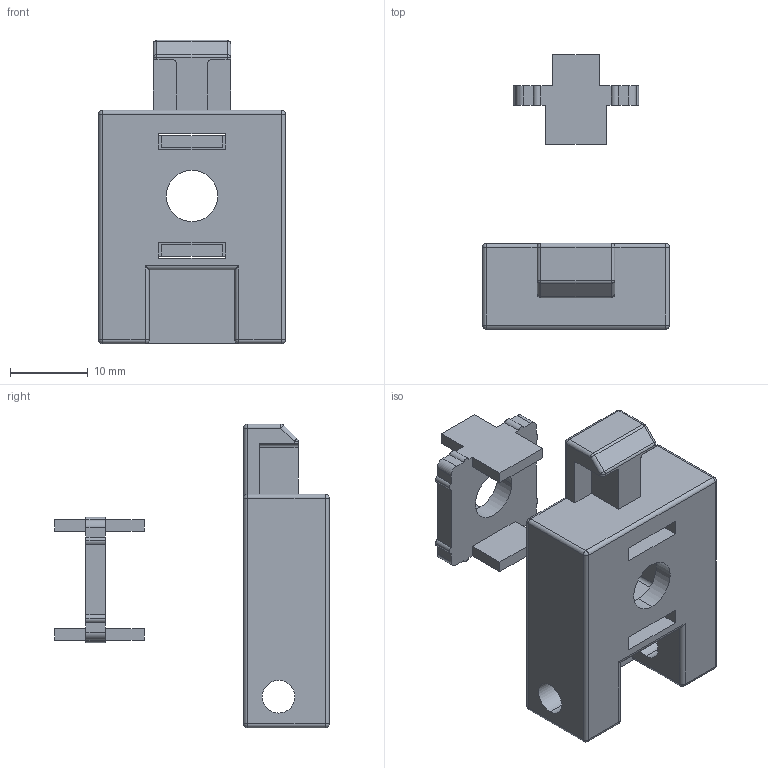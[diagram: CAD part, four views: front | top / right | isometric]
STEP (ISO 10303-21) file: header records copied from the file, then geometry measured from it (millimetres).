
FILE_DESCRIPTION(('STEP AP214'),'1');
FILE_NAME('fath_093160.stp','2017-09-06T21:33:58',('TraceParts'),('TraceParts S.A.'),'Spatial InterOp 3D',' ',' ');
FILE_SCHEMA(('automotive_design'));
Length unit declared in the file: millimetre
Products named in the file (2): fath_093160_1; fath_093160_2
Bounding box: 24 x 35.25 x 39 mm (x, y, z)
Volume: 5514.8 mm3; surface area: 4657.7 mm2
Topology: 2 solids, 2 shells, 148 faces, 385 edges, 226 vertices
Faces by surface type: cylinder 64, plane 64, sphere 16, bspline 4
Entity records: 5663 total; most frequent: CARTESIAN_POINT 863, DIRECTION 759, ORIENTED_EDGE 742, EDGE_CURVE 371, AXIS2_PLACEMENT_3D 258, LINE 243, VECTOR 243, VERTEX_POINT 226
